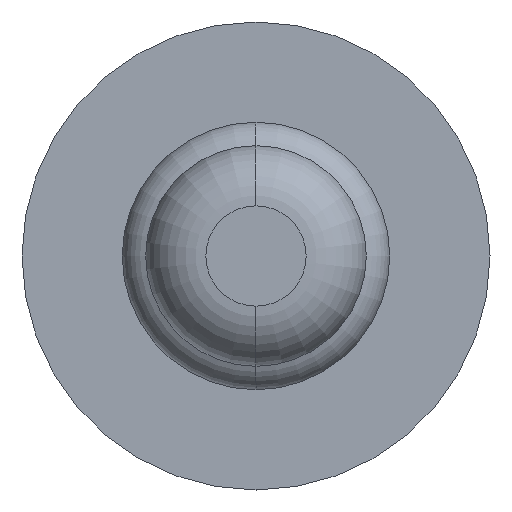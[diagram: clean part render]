
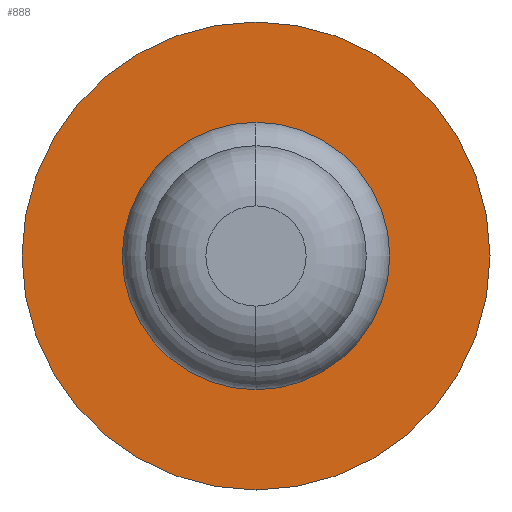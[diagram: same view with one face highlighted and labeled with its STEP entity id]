
A CAD part, front view. The second image highlights one B-rep face of the part: STEP entity #888.
In plain terms, the highlighted planar face has unit normal (0, -1, 0).
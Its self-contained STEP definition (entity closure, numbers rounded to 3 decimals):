
#16 = CIRCLE ( 'NONE', #1571, 0.64 ) ;
#149 = CIRCLE ( 'NONE', #637, 1.75 ) ;
#172 = DIRECTION ( 'NONE',  ( -1., 0., 0. ) ) ;
#243 = ORIENTED_EDGE ( 'NONE', *, *, #2706, .F. ) ;
#364 = CARTESIAN_POINT ( 'NONE',  ( 0., 5., 0. ) ) ;
#384 = CIRCLE ( 'NONE', #1697, 1.75 ) ;
#530 = PLANE ( 'NONE',  #2380 ) ;
#617 = EDGE_LOOP ( 'NONE', ( #1003, #2906 ) ) ;
#637 = AXIS2_PLACEMENT_3D ( 'NONE', #2600, #3765, #3792 ) ;
#724 = DIRECTION ( 'NONE',  ( -1., 0., 0. ) ) ;
#744 = ORIENTED_EDGE ( 'NONE', *, *, #3268, .F. ) ;
#782 = EDGE_CURVE ( 'Defeature ausgef�hrt1_9+Defeature ausgef�hrt1_8+Defeature ausgef�hrt1_8+Defeature ausgef�hrt1_8', #2633, #1317, #1884, .T. ) ;
#888 = ADVANCED_FACE ( 'Defeature ausgef�hrt1_9', ( #2123, #3622 ), #530, .F. ) ;
#1003 = ORIENTED_EDGE ( 'NONE', *, *, #782, .T. ) ;
#1267 = VERTEX_POINT ( 'NONE', #2887 ) ;
#1317 = VERTEX_POINT ( 'NONE', #3543 ) ;
#1376 = CARTESIAN_POINT ( 'NONE',  ( 1.75, 5., 0. ) ) ;
#1571 = AXIS2_PLACEMENT_3D ( 'NONE', #364, #2443, #3031 ) ;
#1613 = DIRECTION ( 'NONE',  ( -1., 0., 0. ) ) ;
#1697 = AXIS2_PLACEMENT_3D ( 'NONE', #2408, #1894, #724 ) ;
#1884 = CIRCLE ( 'NONE', #2690, 0.64 ) ;
#1894 = DIRECTION ( 'NONE',  ( 0., 1., 0. ) ) ;
#2123 = FACE_OUTER_BOUND ( 'NONE', #3049, .T. ) ;
#2380 = AXIS2_PLACEMENT_3D ( 'NONE', #1376, #3127, #172 ) ;
#2408 = CARTESIAN_POINT ( 'NONE',  ( 0., 5., 0. ) ) ;
#2443 = DIRECTION ( 'NONE',  ( 0., 1., 0. ) ) ;
#2556 = CARTESIAN_POINT ( 'NONE',  ( 1.75, 5., 0. ) ) ;
#2600 = CARTESIAN_POINT ( 'NONE',  ( 0., 5., 0. ) ) ;
#2633 = VERTEX_POINT ( 'NONE', #3609 ) ;
#2690 = AXIS2_PLACEMENT_3D ( 'NONE', #3665, #3067, #1613 ) ;
#2706 = EDGE_CURVE ( 'Defeature ausgef�hrt1_10+Defeature ausgef�hrt1_9+Defeature ausgef�hrt1_9+Defeature ausgef�hrt1_9', #3733, #1267, #384, .T. ) ;
#2887 = CARTESIAN_POINT ( 'NONE',  ( -1.75, 5., 0. ) ) ;
#2906 = ORIENTED_EDGE ( 'NONE', *, *, #3493, .T. ) ;
#3031 = DIRECTION ( 'NONE',  ( -1., 0., 0. ) ) ;
#3049 = EDGE_LOOP ( 'NONE', ( #744, #243 ) ) ;
#3067 = DIRECTION ( 'NONE',  ( 0., 1., 0. ) ) ;
#3127 = DIRECTION ( 'NONE',  ( 0., 1., 0. ) ) ;
#3268 = EDGE_CURVE ( 'Defeature ausgef�hrt1_10+Defeature ausgef�hrt1_9+Defeature ausgef�hrt1_9+Defeature ausgef�hrt1_9', #1267, #3733, #149, .T. ) ;
#3493 = EDGE_CURVE ( 'Defeature ausgef�hrt1_9+Defeature ausgef�hrt1_8+Defeature ausgef�hrt1_8+Defeature ausgef�hrt1_8', #1317, #2633, #16, .T. ) ;
#3543 = CARTESIAN_POINT ( 'NONE',  ( 0.64, 5., 0. ) ) ;
#3609 = CARTESIAN_POINT ( 'NONE',  ( -0.64, 5., 0. ) ) ;
#3622 = FACE_BOUND ( 'NONE', #617, .T. ) ;
#3665 = CARTESIAN_POINT ( 'NONE',  ( 0., 5., 0. ) ) ;
#3733 = VERTEX_POINT ( 'NONE', #2556 ) ;
#3765 = DIRECTION ( 'NONE',  ( 0., 1., 0. ) ) ;
#3792 = DIRECTION ( 'NONE',  ( -1., 0., 0. ) ) ;
